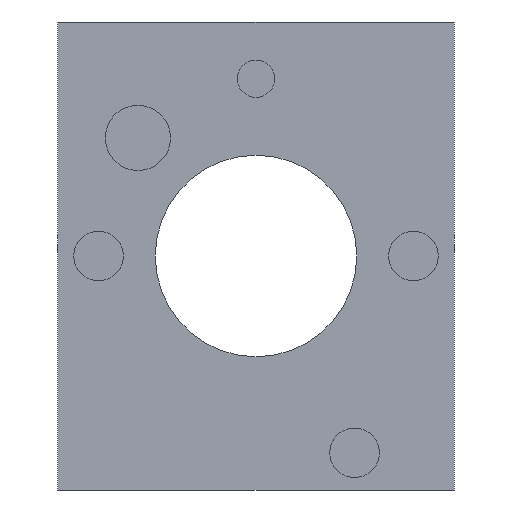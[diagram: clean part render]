
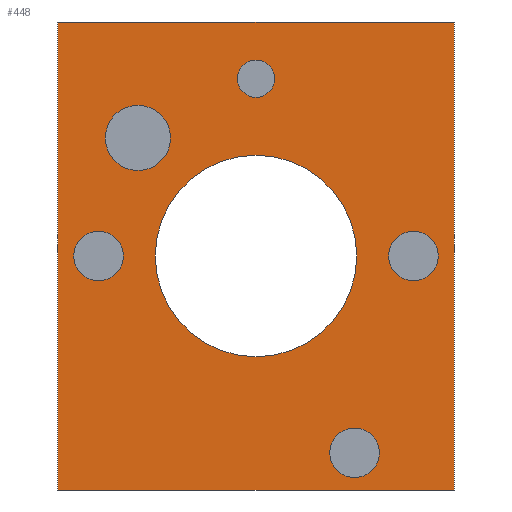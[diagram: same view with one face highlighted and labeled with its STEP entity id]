
A CAD part, front view. The second image highlights one B-rep face of the part: STEP entity #448.
In plain terms, the highlighted planar face has unit normal (0, -1, 0).
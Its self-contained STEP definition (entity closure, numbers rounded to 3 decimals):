
#45=CARTESIAN_POINT('',(0.,0.,0.));
#46=DIRECTION('',(0.,-1.,0.));
#47=DIRECTION('',(1.,0.,0.));
#48=AXIS2_PLACEMENT_3D('',#45,#46,#47);
#50=CARTESIAN_POINT('',(0.,0.,0.));
#51=DIRECTION('',(0.,-1.,0.));
#52=DIRECTION('',(-1.,0.,0.));
#53=AXIS2_PLACEMENT_3D('',#50,#51,#52);
#55=DIRECTION('',(1.,0.,0.));
#56=VECTOR('',#55,12.8);
#57=CARTESIAN_POINT('',(-6.4,0.,7.55));
#58=LINE('',#57,#56);
#59=DIRECTION('',(0.,0.,-1.));
#60=VECTOR('',#59,15.1);
#61=CARTESIAN_POINT('',(6.4,0.,7.55));
#62=LINE('',#61,#60);
#63=DIRECTION('',(-1.,0.,0.));
#64=VECTOR('',#63,12.8);
#65=CARTESIAN_POINT('',(6.4,0.,-7.55));
#66=LINE('',#65,#64);
#67=DIRECTION('',(0.,0.,1.));
#68=VECTOR('',#67,15.1);
#69=CARTESIAN_POINT('',(-6.4,0.,-7.55));
#70=LINE('',#69,#68);
#71=CARTESIAN_POINT('',(-3.81,0.,3.81));
#72=DIRECTION('',(0.,1.,0.));
#73=DIRECTION('',(1.,0.,0.));
#74=AXIS2_PLACEMENT_3D('',#71,#72,#73);
#76=CARTESIAN_POINT('',(-3.81,0.,3.81));
#77=DIRECTION('',(0.,1.,0.));
#78=DIRECTION('',(-1.,0.,0.));
#79=AXIS2_PLACEMENT_3D('',#76,#77,#78);
#81=CARTESIAN_POINT('',(3.18,0.,-6.35));
#82=DIRECTION('',(0.,1.,0.));
#83=DIRECTION('',(1.,0.,0.));
#84=AXIS2_PLACEMENT_3D('',#81,#82,#83);
#86=CARTESIAN_POINT('',(3.18,0.,-6.35));
#87=DIRECTION('',(0.,1.,0.));
#88=DIRECTION('',(-1.,0.,0.));
#89=AXIS2_PLACEMENT_3D('',#86,#87,#88);
#91=CARTESIAN_POINT('',(5.08,0.,0.));
#92=DIRECTION('',(0.,1.,0.));
#93=DIRECTION('',(1.,0.,0.));
#94=AXIS2_PLACEMENT_3D('',#91,#92,#93);
#96=CARTESIAN_POINT('',(5.08,0.,0.));
#97=DIRECTION('',(0.,1.,0.));
#98=DIRECTION('',(-1.,0.,0.));
#99=AXIS2_PLACEMENT_3D('',#96,#97,#98);
#101=CARTESIAN_POINT('',(0.,0.,5.72));
#102=DIRECTION('',(0.,1.,0.));
#103=DIRECTION('',(1.,0.,0.));
#104=AXIS2_PLACEMENT_3D('',#101,#102,#103);
#106=CARTESIAN_POINT('',(0.,0.,5.72));
#107=DIRECTION('',(0.,1.,0.));
#108=DIRECTION('',(-1.,0.,0.));
#109=AXIS2_PLACEMENT_3D('',#106,#107,#108);
#111=CARTESIAN_POINT('',(-5.08,0.,0.));
#112=DIRECTION('',(0.,1.,0.));
#113=DIRECTION('',(1.,0.,0.));
#114=AXIS2_PLACEMENT_3D('',#111,#112,#113);
#116=CARTESIAN_POINT('',(-5.08,0.,0.));
#117=DIRECTION('',(0.,1.,0.));
#118=DIRECTION('',(-1.,0.,0.));
#119=AXIS2_PLACEMENT_3D('',#116,#117,#118);
#317=CARTESIAN_POINT('',(-6.4,0.,7.55));
#318=CARTESIAN_POINT('',(6.4,0.,7.55));
#319=VERTEX_POINT('',#317);
#320=VERTEX_POINT('',#318);
#321=CARTESIAN_POINT('',(6.4,0.,-7.55));
#322=VERTEX_POINT('',#321);
#323=CARTESIAN_POINT('',(-6.4,0.,-7.55));
#324=VERTEX_POINT('',#323);
#345=CARTESIAN_POINT('',(3.25,0.,0.));
#346=CARTESIAN_POINT('',(-3.25,0.,0.));
#347=VERTEX_POINT('',#345);
#348=VERTEX_POINT('',#346);
#365=CARTESIAN_POINT('',(-2.76,0.,3.81));
#366=CARTESIAN_POINT('',(-4.86,0.,3.81));
#367=VERTEX_POINT('',#365);
#368=VERTEX_POINT('',#366);
#369=CARTESIAN_POINT('',(3.98,0.,-6.35));
#370=CARTESIAN_POINT('',(2.38,0.,-6.35));
#371=VERTEX_POINT('',#369);
#372=VERTEX_POINT('',#370);
#381=CARTESIAN_POINT('',(5.88,0.,0.));
#382=CARTESIAN_POINT('',(4.28,0.,0.));
#383=VERTEX_POINT('',#381);
#384=VERTEX_POINT('',#382);
#385=CARTESIAN_POINT('',(0.6,0.,5.72));
#386=CARTESIAN_POINT('',(-0.6,0.,5.72));
#387=VERTEX_POINT('',#385);
#388=VERTEX_POINT('',#386);
#393=CARTESIAN_POINT('',(-4.28,0.,0.));
#394=CARTESIAN_POINT('',(-5.88,0.,0.));
#395=VERTEX_POINT('',#393);
#396=VERTEX_POINT('',#394);
#397=CARTESIAN_POINT('',(0.,0.,0.));
#398=DIRECTION('',(0.,1.,0.));
#399=DIRECTION('',(1.,0.,0.));
#400=AXIS2_PLACEMENT_3D('',#397,#398,#399);
#401=PLANE('',#400);
#403=ORIENTED_EDGE('',*,*,#402,.T.);
#405=ORIENTED_EDGE('',*,*,#404,.T.);
#407=ORIENTED_EDGE('',*,*,#406,.T.);
#409=ORIENTED_EDGE('',*,*,#408,.T.);
#410=EDGE_LOOP('',(#403,#405,#407,#409));
#411=FACE_OUTER_BOUND('',#410,.F.);
#413=ORIENTED_EDGE('',*,*,#412,.T.);
#415=ORIENTED_EDGE('',*,*,#414,.T.);
#416=EDGE_LOOP('',(#413,#415));
#417=FACE_BOUND('',#416,.F.);
#419=ORIENTED_EDGE('',*,*,#418,.F.);
#421=ORIENTED_EDGE('',*,*,#420,.F.);
#422=EDGE_LOOP('',(#419,#421));
#423=FACE_BOUND('',#422,.F.);
#425=ORIENTED_EDGE('',*,*,#424,.F.);
#427=ORIENTED_EDGE('',*,*,#426,.F.);
#428=EDGE_LOOP('',(#425,#427));
#429=FACE_BOUND('',#428,.F.);
#431=ORIENTED_EDGE('',*,*,#430,.F.);
#433=ORIENTED_EDGE('',*,*,#432,.F.);
#434=EDGE_LOOP('',(#431,#433));
#435=FACE_BOUND('',#434,.F.);
#437=ORIENTED_EDGE('',*,*,#436,.F.);
#439=ORIENTED_EDGE('',*,*,#438,.F.);
#440=EDGE_LOOP('',(#437,#439));
#441=FACE_BOUND('',#440,.F.);
#443=ORIENTED_EDGE('',*,*,#442,.F.);
#445=ORIENTED_EDGE('',*,*,#444,.F.);
#446=EDGE_LOOP('',(#443,#445));
#447=FACE_BOUND('',#446,.F.);
#448=ADVANCED_FACE('',(#411,#417,#423,#429,#435,#441,#447),#401,.F.);
#49=CIRCLE('',#48,3.25);
#54=CIRCLE('',#53,3.25);
#75=CIRCLE('',#74,1.05);
#80=CIRCLE('',#79,1.05);
#85=CIRCLE('',#84,0.8);
#90=CIRCLE('',#89,0.8);
#95=CIRCLE('',#94,0.8);
#100=CIRCLE('',#99,0.8);
#105=CIRCLE('',#104,0.6);
#110=CIRCLE('',#109,0.6);
#115=CIRCLE('',#114,0.8);
#120=CIRCLE('',#119,0.8);
#402=EDGE_CURVE('',#319,#320,#58,.T.);
#404=EDGE_CURVE('',#320,#322,#62,.T.);
#406=EDGE_CURVE('',#322,#324,#66,.T.);
#408=EDGE_CURVE('',#324,#319,#70,.T.);
#412=EDGE_CURVE('',#347,#348,#49,.T.);
#414=EDGE_CURVE('',#348,#347,#54,.T.);
#418=EDGE_CURVE('',#367,#368,#75,.T.);
#420=EDGE_CURVE('',#368,#367,#80,.T.);
#424=EDGE_CURVE('',#371,#372,#85,.T.);
#426=EDGE_CURVE('',#372,#371,#90,.T.);
#430=EDGE_CURVE('',#383,#384,#95,.T.);
#432=EDGE_CURVE('',#384,#383,#100,.T.);
#436=EDGE_CURVE('',#387,#388,#105,.T.);
#438=EDGE_CURVE('',#388,#387,#110,.T.);
#442=EDGE_CURVE('',#395,#396,#115,.T.);
#444=EDGE_CURVE('',#396,#395,#120,.T.);
